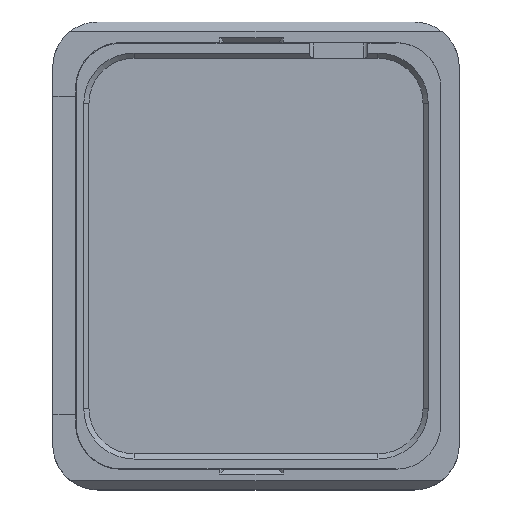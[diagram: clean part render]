
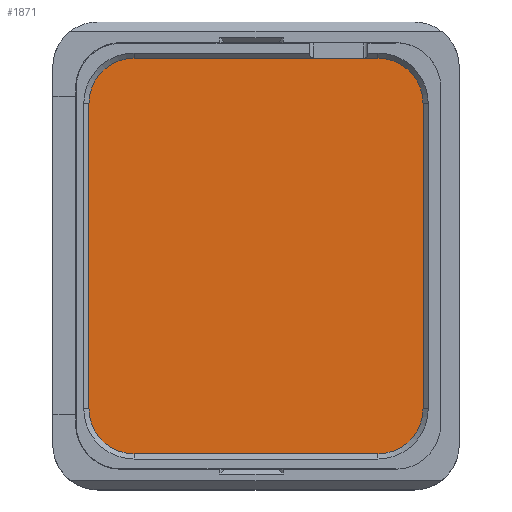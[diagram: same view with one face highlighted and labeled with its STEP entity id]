
A CAD part, top view. The second image highlights one B-rep face of the part: STEP entity #1871.
In plain terms, the highlighted planar face has unit normal (0, 0, 1).
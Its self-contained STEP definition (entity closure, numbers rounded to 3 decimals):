
#104=CIRCLE('',#1982,10.);
#105=CIRCLE('',#1985,10.);
#106=CIRCLE('',#1988,10.);
#107=CIRCLE('',#1991,10.);
#241=FACE_OUTER_BOUND('',#354,.T.);
#354=EDGE_LOOP('',(#1694,#1695,#1696,#1697,#1698,#1699,#1700,#1701));
#499=LINE('',#2989,#692);
#502=LINE('',#2997,#695);
#505=LINE('',#3005,#698);
#507=LINE('',#3011,#700);
#692=VECTOR('',#2406,10.);
#695=VECTOR('',#2415,10.);
#698=VECTOR('',#2424,10.);
#700=VECTOR('',#2432,10.);
#869=VERTEX_POINT('',#2981);
#870=VERTEX_POINT('',#2983);
#871=VERTEX_POINT('',#2987);
#872=VERTEX_POINT('',#2991);
#873=VERTEX_POINT('',#2995);
#874=VERTEX_POINT('',#2999);
#875=VERTEX_POINT('',#3003);
#876=VERTEX_POINT('',#3007);
#1089=EDGE_CURVE('',#870,#869,#104,.T.);
#1092=EDGE_CURVE('',#869,#871,#499,.T.);
#1094=EDGE_CURVE('',#871,#872,#105,.T.);
#1096=EDGE_CURVE('',#872,#873,#502,.T.);
#1098=EDGE_CURVE('',#873,#874,#106,.T.);
#1100=EDGE_CURVE('',#874,#875,#505,.T.);
#1102=EDGE_CURVE('',#875,#876,#107,.T.);
#1103=EDGE_CURVE('',#876,#870,#507,.T.);
#1694=ORIENTED_EDGE('',*,*,#1098,.T.);
#1695=ORIENTED_EDGE('',*,*,#1100,.T.);
#1696=ORIENTED_EDGE('',*,*,#1102,.T.);
#1697=ORIENTED_EDGE('',*,*,#1103,.T.);
#1698=ORIENTED_EDGE('',*,*,#1089,.T.);
#1699=ORIENTED_EDGE('',*,*,#1092,.T.);
#1700=ORIENTED_EDGE('',*,*,#1094,.T.);
#1701=ORIENTED_EDGE('',*,*,#1096,.T.);
#1765=PLANE('',#2063);
#1871=ADVANCED_FACE('',(#241),#1765,.F.);
#1982=AXIS2_PLACEMENT_3D('',#2984,#2400,#2401);
#1985=AXIS2_PLACEMENT_3D('',#2993,#2410,#2411);
#1988=AXIS2_PLACEMENT_3D('',#3001,#2419,#2420);
#1991=AXIS2_PLACEMENT_3D('',#3009,#2428,#2429);
#2063=AXIS2_PLACEMENT_3D('',#3152,#2613,#2614);
#2400=DIRECTION('center_axis',(0.,0.,
1.));
#2401=DIRECTION('ref_axis',(-0.707,0.707,0.));
#2406=DIRECTION('',(0.,-1.,0.));
#2410=DIRECTION('center_axis',(0.,0.,
1.));
#2411=DIRECTION('ref_axis',(-0.707,-0.707,0.));
#2415=DIRECTION('',(1.,0.,0.));
#2419=DIRECTION('center_axis',(0.,0.,
1.));
#2420=DIRECTION('ref_axis',(0.707,-0.707,0.));
#2424=DIRECTION('',(0.,1.,0.));
#2428=DIRECTION('center_axis',(0.,0.,
1.));
#2429=DIRECTION('ref_axis',(0.707,0.707,0.));
#2432=DIRECTION('',(-1.,0.,0.));
#2613=DIRECTION('center_axis',(0.,0.,
-1.));
#2614=DIRECTION('ref_axis',(-1.,0.,0.));
#2981=CARTESIAN_POINT('',(16.5,80.6,-98.6));
#2983=CARTESIAN_POINT('',(26.5,90.6,-98.6));
#2984=CARTESIAN_POINT('Origin',(26.5,80.6,-98.6));
#2987=CARTESIAN_POINT('',(16.5,13.,-98.6));
#2989=CARTESIAN_POINT('',(16.5,24.9,-98.6));
#2991=CARTESIAN_POINT('',(26.5,3.,-98.6));
#2993=CARTESIAN_POINT('Origin',(26.5,13.,-98.6));
#2995=CARTESIAN_POINT('',(80.5,3.,-98.6));
#2997=CARTESIAN_POINT('',(72.,3.,-98.6));
#2999=CARTESIAN_POINT('',(90.5,13.,-98.6));
#3001=CARTESIAN_POINT('Origin',(80.5,13.,-98.6));
#3003=CARTESIAN_POINT('',(90.5,80.6,-98.6));
#3005=CARTESIAN_POINT('',(90.5,68.7,-98.6));
#3007=CARTESIAN_POINT('',(80.5,90.6,-98.6));
#3009=CARTESIAN_POINT('Origin',(80.5,80.6,-98.6));
#3011=CARTESIAN_POINT('',(35.,90.6,-98.6));
#3152=CARTESIAN_POINT('Origin',(53.5,46.8,-98.6));
